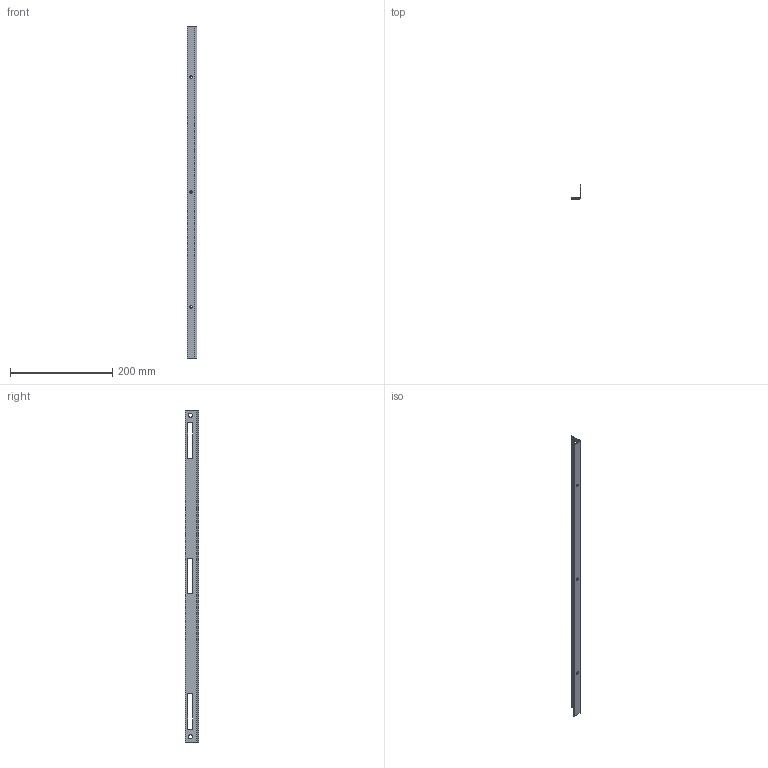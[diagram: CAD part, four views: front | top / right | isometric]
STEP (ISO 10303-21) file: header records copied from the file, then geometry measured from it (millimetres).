
FILE_DESCRIPTION (( 'STEP AP203' ), '1' );
FILE_NAME ('belt support_Default_sldprt.STEP', '2024-03-16T15:25:31', ( 'M3tal' ), ( '' ), 'SwSTEP 2.0', 'SolidWorks 2020', '' );
FILE_SCHEMA (( 'CONFIG_CONTROL_DESIGN' ));
Length unit declared in the file: millimetre
Products named in the file (1): belt support_Default_sldprt
Bounding box: 19.5 x 26.5 x 650 mm (x, y, z)
Volume: 38634.7 mm3; surface area: 54459.8 mm2
Topology: 1 solids, 1 shells, 36 faces, 94 edges, 60 vertices
Faces by surface type: plane 24, cylinder 12
Entity records: 1207 total; most frequent: DIRECTION 192, CARTESIAN_POINT 191, ORIENTED_EDGE 188, EDGE_CURVE 94, LINE 70, VECTOR 70, AXIS2_PLACEMENT_3D 61, VERTEX_POINT 60
